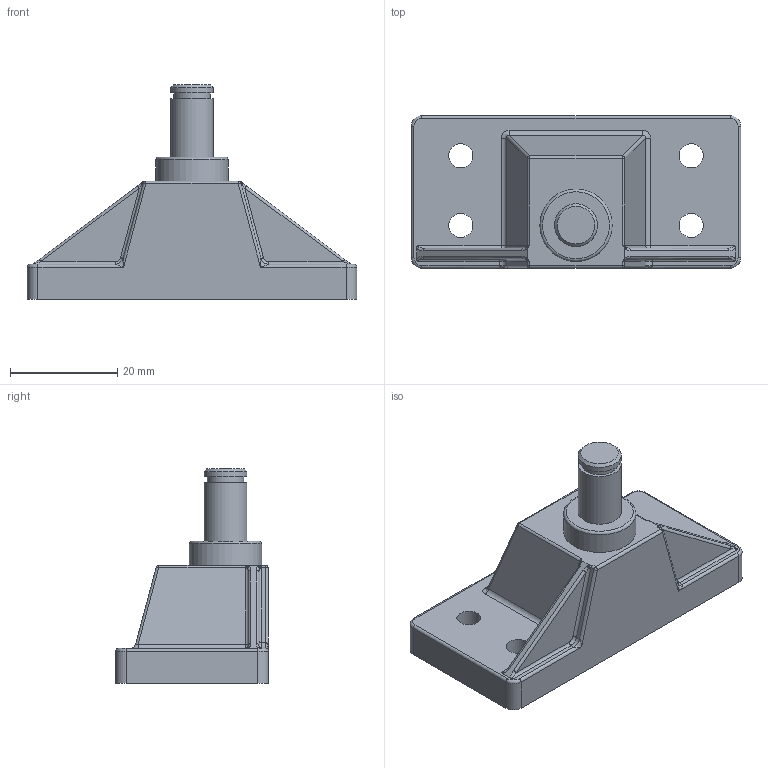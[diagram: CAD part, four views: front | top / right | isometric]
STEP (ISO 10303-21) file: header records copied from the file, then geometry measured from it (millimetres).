
FILE_DESCRIPTION((''),'2;1');
FILE_NAME('700101.ipt.stp','2010-09-05T12:23:16',(''),(''),'Autodesk Inventor 2010','Autodesk Inventor 2010','');
FILE_SCHEMA(('AUTOMOTIVE_DESIGN { 1 0 10303 214 1 1 1 1 }'));
Length unit declared in the file: millimetre
Products named in the file (1): 700101
Bounding box: 61.5 x 28.5 x 40 mm (x, y, z)
Volume: 15806 mm3; surface area: 10789.2 mm2
Topology: 2 solids, 2 shells, 206 faces, 522 edges, 316 vertices
Faces by surface type: cylinder 69, plane 64, bspline 62, torus 5, sphere 4, cone 2
Full cylindrical faces by diameter (mm): 6.8 x1, 8 x4, 10 x1, 13.5 x1
Entity records: 7070 total; most frequent: CARTESIAN_POINT 2097, ORIENTED_EDGE 978, DIRECTION 974, EDGE_CURVE 489, AXIS2_PLACEMENT_3D 368, VERTEX_POINT 311, EDGE_LOOP 240, VECTOR 238
